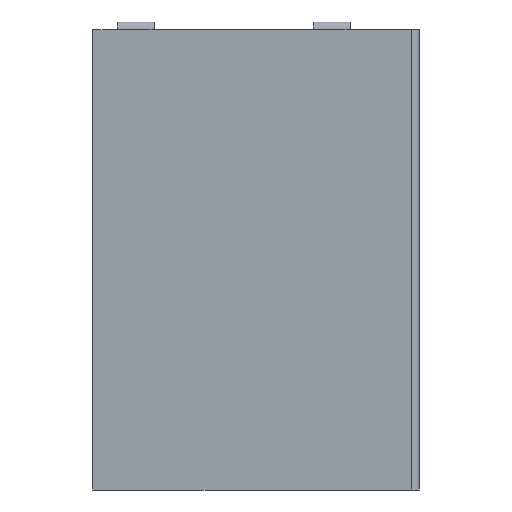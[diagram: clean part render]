
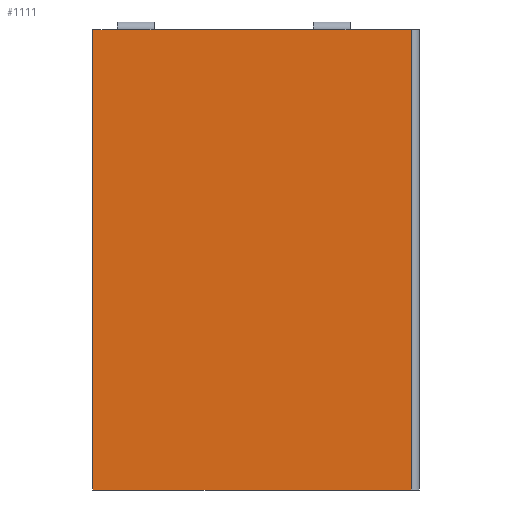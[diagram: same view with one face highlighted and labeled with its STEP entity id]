
A CAD part, front view. The second image highlights one B-rep face of the part: STEP entity #1111.
In plain terms, the highlighted planar face has unit normal (0, -1, 0).
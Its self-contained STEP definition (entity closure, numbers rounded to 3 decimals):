
#47=PLANE('',#1235);
#107=FACE_OUTER_BOUND('',#177,.T.);
#177=EDGE_LOOP('',(#953,#954,#955,#956,#957,#958,#959,#960));
#250=LINE('',#1801,#358);
#254=LINE('',#1807,#362);
#260=LINE('',#1818,#368);
#266=LINE('',#1830,#374);
#271=LINE('',#1845,#379);
#275=LINE('',#1859,#383);
#276=LINE('',#1861,#384);
#277=LINE('',#1862,#385);
#358=VECTOR('',#1456,10.);
#362=VECTOR('',#1462,10.);
#368=VECTOR('',#1478,10.);
#374=VECTOR('',#1496,10.);
#379=VECTOR('',#1515,10.);
#383=VECTOR('',#1529,10.);
#384=VECTOR('',#1530,10.);
#385=VECTOR('',#1531,10.);
#501=VERTEX_POINT('',#1694);
#513=VERTEX_POINT('',#1724);
#519=VERTEX_POINT('',#1739);
#531=VERTEX_POINT('',#1769);
#539=VERTEX_POINT('',#1800);
#542=VERTEX_POINT('',#1842);
#543=VERTEX_POINT('',#1844);
#549=VERTEX_POINT('',#1860);
#662=EDGE_CURVE('',#531,#539,#250,.T.);
#666=EDGE_CURVE('',#513,#519,#254,.T.);
#672=EDGE_CURVE('',#519,#531,#260,.T.);
#678=EDGE_CURVE('',#501,#513,#266,.T.);
#684=EDGE_CURVE('',#542,#543,#271,.T.);
#691=EDGE_CURVE('',#542,#501,#275,.T.);
#692=EDGE_CURVE('',#539,#549,#276,.T.);
#693=EDGE_CURVE('',#543,#549,#277,.T.);
#953=ORIENTED_EDGE('',*,*,#691,.T.);
#954=ORIENTED_EDGE('',*,*,#678,.T.);
#955=ORIENTED_EDGE('',*,*,#666,.T.);
#956=ORIENTED_EDGE('',*,*,#672,.T.);
#957=ORIENTED_EDGE('',*,*,#662,.T.);
#958=ORIENTED_EDGE('',*,*,#692,.T.);
#959=ORIENTED_EDGE('',*,*,#693,.F.);
#960=ORIENTED_EDGE('',*,*,#684,.F.);
#1111=ADVANCED_FACE('',(#107),#47,.T.);
#1235=AXIS2_PLACEMENT_3D('',#1858,#1527,#1528);
#1456=DIRECTION('',(-1.,0.,0.));
#1462=DIRECTION('',(-1.,0.,0.));
#1478=DIRECTION('',(-1.,0.,0.));
#1496=DIRECTION('',(-1.,0.,0.));
#1515=DIRECTION('',(0.,0.,-1.));
#1527=DIRECTION('center_axis',(0.,-1.,0.));
#1528=DIRECTION('ref_axis',(-1.,0.,0.));
#1529=DIRECTION('',(-1.,0.,0.));
#1530=DIRECTION('',(0.,0.,-1.));
#1531=DIRECTION('',(-1.,0.,0.));
#1694=CARTESIAN_POINT('',(166.781,200.287,395.2));
#1724=CARTESIAN_POINT('',(151.781,200.287,395.2));
#1739=CARTESIAN_POINT('',(86.781,200.287,395.2));
#1769=CARTESIAN_POINT('',(71.781,200.287,395.2));
#1800=CARTESIAN_POINT('',(61.781,200.287,395.2));
#1801=CARTESIAN_POINT('',(127.581,200.287,395.2));
#1807=CARTESIAN_POINT('',(127.581,200.287,395.2));
#1818=CARTESIAN_POINT('',(127.581,200.287,395.2));
#1830=CARTESIAN_POINT('',(127.581,200.287,395.2));
#1842=CARTESIAN_POINT('',(191.781,200.287,395.2));
#1844=CARTESIAN_POINT('',(191.781,200.287,207.4));
#1845=CARTESIAN_POINT('',(191.781,200.287,398.4));
#1858=CARTESIAN_POINT('Origin',(193.381,200.287,398.4));
#1859=CARTESIAN_POINT('',(127.581,200.287,395.2));
#1860=CARTESIAN_POINT('',(61.781,200.287,207.4));
#1861=CARTESIAN_POINT('',(61.781,200.287,398.4));
#1862=CARTESIAN_POINT('',(61.781,200.287,207.4));
